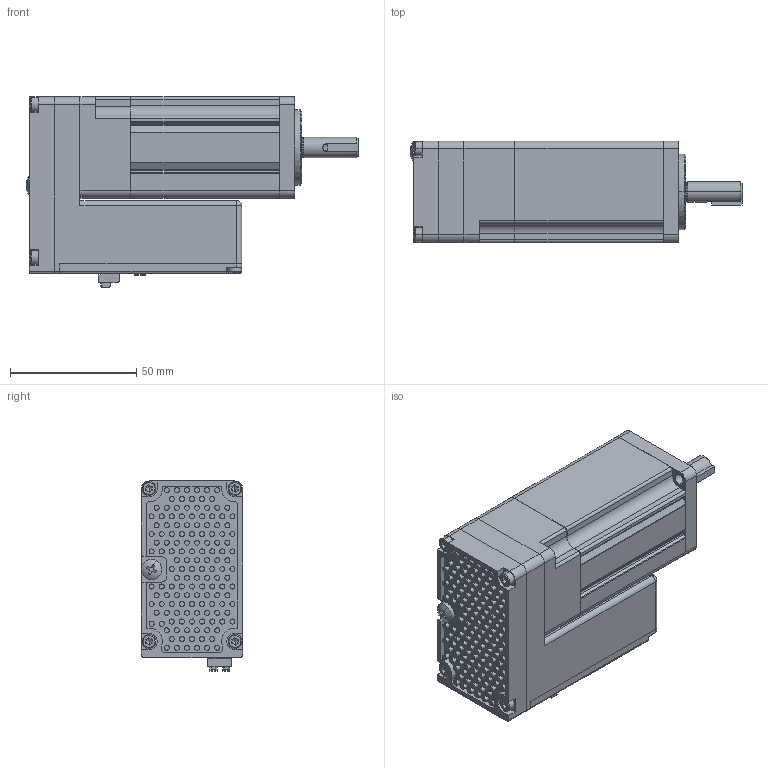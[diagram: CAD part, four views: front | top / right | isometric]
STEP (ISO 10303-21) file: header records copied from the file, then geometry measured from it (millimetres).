
FILE_DESCRIPTION (( 'STEP AP214' ), '1' );
FILE_NAME ('MDX40 ip20 RC.STEP', '2023-11-23T01:23:00', ( '' ), ( '' ), 'SwSTEP 2.0', 'SolidWorks 2015', '' );
FILE_SCHEMA (( 'AUTOMOTIVE_DESIGN' ));
Length unit declared in the file: millimetre
Products named in the file (1): MDX40 ip20 RC
Bounding box: 131.36 x 40 x 75.2 mm (x, y, z)
Surface area: 43823.4 mm2 (no closed solid volume)
Topology: 0 solids, 44 shells, 1558 faces, 5352 edges, 3869 vertices
Faces by surface type: plane 792, cylinder 615, bspline 74, cone 43, torus 22, sphere 12
Entity records: 78411 total; most frequent: CARTESIAN_POINT 15924, DIRECTION 9521, ORIENTED_EDGE 8328, EDGE_CURVE 5325, VERTEX_POINT 3869, VECTOR 3369, LINE 3369, AXIS2_PLACEMENT_3D 3076
